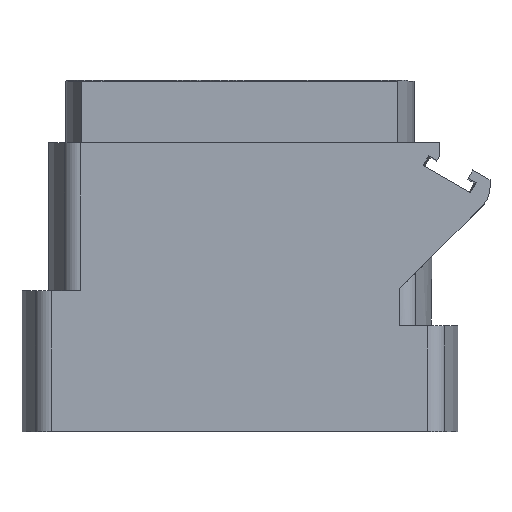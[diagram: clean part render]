
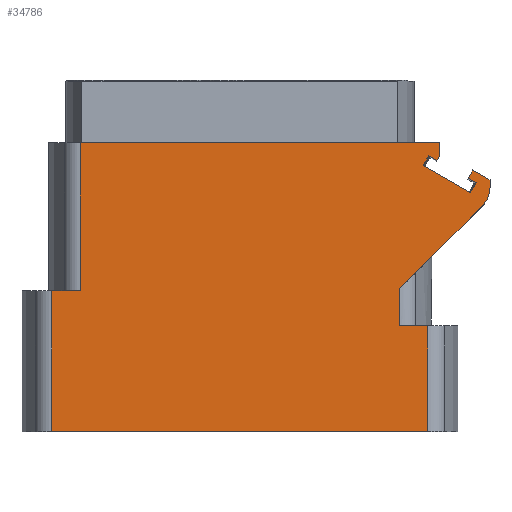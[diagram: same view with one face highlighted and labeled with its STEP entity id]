
A CAD part, top view. The second image highlights one B-rep face of the part: STEP entity #34786.
In plain terms, the highlighted planar face has unit normal (0, 0, 1).
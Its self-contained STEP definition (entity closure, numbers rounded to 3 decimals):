
#6=DIRECTION('',(1.,0.,0.));
#7=VECTOR('',#6,21.35);
#8=CARTESIAN_POINT('',(-10.675,0.,5.));
#9=LINE('',#8,#7);
#132=DIRECTION('',(-1.,0.,0.));
#133=VECTOR('',#132,1.619);
#134=CARTESIAN_POINT('',(10.675,6.,5.));
#135=LINE('',#134,#133);
#171=DIRECTION('',(0.,-1.,0.));
#172=VECTOR('',#171,8.);
#173=CARTESIAN_POINT('',(-10.675,8.,5.));
#174=LINE('',#173,#172);
#175=DIRECTION('',(0.,-1.,0.));
#176=VECTOR('',#175,8.4);
#177=CARTESIAN_POINT('',(-9.056,16.4,5.));
#178=LINE('',#177,#176);
#179=DIRECTION('',(0.,-1.,0.));
#180=VECTOR('',#179,0.696);
#181=CARTESIAN_POINT('',(11.355,16.4,5.));
#182=LINE('',#181,#180);
#183=DIRECTION('',(-0.5,-0.866,0.));
#184=VECTOR('',#183,0.35);
#185=CARTESIAN_POINT('',(11.355,15.704,5.));
#186=LINE('',#185,#184);
#187=DIRECTION('',(0.866,-0.5,0.));
#188=VECTOR('',#187,0.525);
#189=CARTESIAN_POINT('',(10.725,15.663,5.));
#190=LINE('',#189,#188);
#191=DIRECTION('',(0.866,-0.5,0.));
#192=VECTOR('',#191,3.1);
#193=CARTESIAN_POINT('',(10.4,15.1,5.));
#194=LINE('',#193,#192);
#195=DIRECTION('',(0.866,-0.5,0.));
#196=VECTOR('',#195,0.525);
#197=CARTESIAN_POINT('',(12.955,14.375,5.));
#198=LINE('',#197,#196);
#199=DIRECTION('',(0.5,0.866,0.));
#200=VECTOR('',#199,0.55);
#201=CARTESIAN_POINT('',(12.955,14.375,5.));
#202=LINE('',#201,#200);
#203=DIRECTION('',(0.866,-0.5,0.));
#204=VECTOR('',#203,1.12);
#205=CARTESIAN_POINT('',(13.23,14.852,5.));
#206=LINE('',#205,#204);
#207=CARTESIAN_POINT('',(12.7,13.872,5.));
#208=DIRECTION('',(0.,0.,1.));
#209=DIRECTION('',(0.707,-0.707,0.));
#210=AXIS2_PLACEMENT_3D('',#207,#208,#209);
#212=DIRECTION('',(0.,1.,0.));
#213=VECTOR('',#212,2.107);
#214=CARTESIAN_POINT('',(9.056,6.,5.));
#215=LINE('',#214,#213);
#216=DIRECTION('',(0.,1.,0.));
#217=VECTOR('',#216,6.);
#218=CARTESIAN_POINT('',(10.675,0.,5.));
#219=LINE('',#218,#217);
#229=DIRECTION('',(-1.,0.,0.));
#230=VECTOR('',#229,1.619);
#231=CARTESIAN_POINT('',(-9.056,8.,5.));
#232=LINE('',#231,#230);
#276=DIRECTION('',(1.,0.,0.));
#277=VECTOR('',#276,20.411);
#278=CARTESIAN_POINT('',(-9.056,16.4,5.));
#279=LINE('',#278,#277);
#335=DIRECTION('',(0.5,0.866,0.));
#336=VECTOR('',#335,0.65);
#337=CARTESIAN_POINT('',(10.4,15.1,5.));
#338=LINE('',#337,#336);
#383=DIRECTION('',(0.,1.,0.));
#384=VECTOR('',#383,0.419);
#385=CARTESIAN_POINT('',(14.2,13.872,5.));
#386=LINE('',#385,#384);
#419=DIRECTION('',(0.707,0.707,0.));
#420=VECTOR('',#419,6.653);
#421=CARTESIAN_POINT('',(9.056,8.107,5.));
#422=LINE('',#421,#420);
#466=DIRECTION('',(-0.5,-0.866,0.));
#467=VECTOR('',#466,0.65);
#468=CARTESIAN_POINT('',(13.41,14.113,5.));
#469=LINE('',#468,#467);
#29308=CARTESIAN_POINT('',(13.23,14.852,5.));
#29309=CARTESIAN_POINT('',(14.2,14.292,5.));
#29310=VERTEX_POINT('',#29308);
#29311=VERTEX_POINT('',#29309);
#29312=CARTESIAN_POINT('',(11.355,16.4,5.));
#29313=CARTESIAN_POINT('',(11.355,15.704,5.));
#29314=VERTEX_POINT('',#29312);
#29315=VERTEX_POINT('',#29313);
#29324=CARTESIAN_POINT('',(10.4,15.1,5.));
#29326=VERTEX_POINT('',#29324);
#29334=CARTESIAN_POINT('',(13.085,13.55,5.));
#29335=VERTEX_POINT('',#29334);
#29336=CARTESIAN_POINT('',(10.725,15.663,5.));
#29337=CARTESIAN_POINT('',(11.18,15.4,5.));
#29338=VERTEX_POINT('',#29336);
#29339=VERTEX_POINT('',#29337);
#29340=CARTESIAN_POINT('',(12.955,14.375,5.));
#29341=CARTESIAN_POINT('',(13.41,14.113,5.));
#29342=VERTEX_POINT('',#29340);
#29343=VERTEX_POINT('',#29341);
#29360=CARTESIAN_POINT('',(-10.675,0.,5.));
#29362=VERTEX_POINT('',#29360);
#29366=CARTESIAN_POINT('',(-10.675,8.,5.));
#29367=VERTEX_POINT('',#29366);
#29372=CARTESIAN_POINT('',(-9.056,16.4,5.));
#29373=VERTEX_POINT('',#29372);
#29374=CARTESIAN_POINT('',(-9.056,8.,5.));
#29375=VERTEX_POINT('',#29374);
#29380=CARTESIAN_POINT('',(9.056,6.,5.));
#29381=CARTESIAN_POINT('',(9.056,8.107,5.));
#29382=VERTEX_POINT('',#29380);
#29383=VERTEX_POINT('',#29381);
#29384=CARTESIAN_POINT('',(10.675,6.,5.));
#29386=VERTEX_POINT('',#29384);
#29390=CARTESIAN_POINT('',(10.675,0.,5.));
#29391=VERTEX_POINT('',#29390);
#29428=CARTESIAN_POINT('',(13.761,12.812,5.));
#29429=VERTEX_POINT('',#29428);
#29430=CARTESIAN_POINT('',(14.2,13.872,5.));
#29431=VERTEX_POINT('',#29430);
#34744=CARTESIAN_POINT('',(-11.347,0.,5.));
#34745=DIRECTION('',(0.,0.,1.));
#34746=DIRECTION('',(1.,0.,0.));
#34747=AXIS2_PLACEMENT_3D('',#34744,#34745,#34746);
#34748=PLANE('',#34747);
#34749=ORIENTED_EDGE('',*,*,#34574,.F.);
#34751=ORIENTED_EDGE('',*,*,#34750,.F.);
#34753=ORIENTED_EDGE('',*,*,#34752,.F.);
#34755=ORIENTED_EDGE('',*,*,#34754,.T.);
#34757=ORIENTED_EDGE('',*,*,#34756,.T.);
#34759=ORIENTED_EDGE('',*,*,#34758,.T.);
#34761=ORIENTED_EDGE('',*,*,#34760,.F.);
#34763=ORIENTED_EDGE('',*,*,#34762,.F.);
#34765=ORIENTED_EDGE('',*,*,#34764,.T.);
#34767=ORIENTED_EDGE('',*,*,#34766,.F.);
#34769=ORIENTED_EDGE('',*,*,#34768,.F.);
#34771=ORIENTED_EDGE('',*,*,#34770,.T.);
#34773=ORIENTED_EDGE('',*,*,#34772,.T.);
#34775=ORIENTED_EDGE('',*,*,#34774,.F.);
#34777=ORIENTED_EDGE('',*,*,#34776,.F.);
#34779=ORIENTED_EDGE('',*,*,#34778,.F.);
#34780=ORIENTED_EDGE('',*,*,#34737,.F.);
#34781=ORIENTED_EDGE('',*,*,#34708,.F.);
#34782=ORIENTED_EDGE('',*,*,#34690,.F.);
#34783=ORIENTED_EDGE('',*,*,#34547,.F.);
#34784=EDGE_LOOP('',(#34749,#34751,#34753,#34755,#34757,#34759,#34761,#34763,
#34765,#34767,#34769,#34771,#34773,#34775,#34777,#34779,#34780,#34781,#34782,
#34783));
#34785=FACE_OUTER_BOUND('',#34784,.F.);
#34786=ADVANCED_FACE('',(#34785),#34748,.T.);
#211=CIRCLE('',#210,1.5);
#34547=EDGE_CURVE('',#29362,#29391,#9,.T.);
#34574=EDGE_CURVE('',#29367,#29362,#174,.T.);
#34690=EDGE_CURVE('',#29391,#29386,#219,.T.);
#34708=EDGE_CURVE('',#29386,#29382,#135,.T.);
#34737=EDGE_CURVE('',#29382,#29383,#215,.T.);
#34750=EDGE_CURVE('',#29375,#29367,#232,.T.);
#34752=EDGE_CURVE('',#29373,#29375,#178,.T.);
#34754=EDGE_CURVE('',#29373,#29314,#279,.T.);
#34756=EDGE_CURVE('',#29314,#29315,#182,.T.);
#34758=EDGE_CURVE('',#29315,#29339,#186,.T.);
#34760=EDGE_CURVE('',#29338,#29339,#190,.T.);
#34762=EDGE_CURVE('',#29326,#29338,#338,.T.);
#34764=EDGE_CURVE('',#29326,#29335,#194,.T.);
#34766=EDGE_CURVE('',#29343,#29335,#469,.T.);
#34768=EDGE_CURVE('',#29342,#29343,#198,.T.);
#34770=EDGE_CURVE('',#29342,#29310,#202,.T.);
#34772=EDGE_CURVE('',#29310,#29311,#206,.T.);
#34774=EDGE_CURVE('',#29431,#29311,#386,.T.);
#34776=EDGE_CURVE('',#29429,#29431,#211,.T.);
#34778=EDGE_CURVE('',#29383,#29429,#422,.T.);
